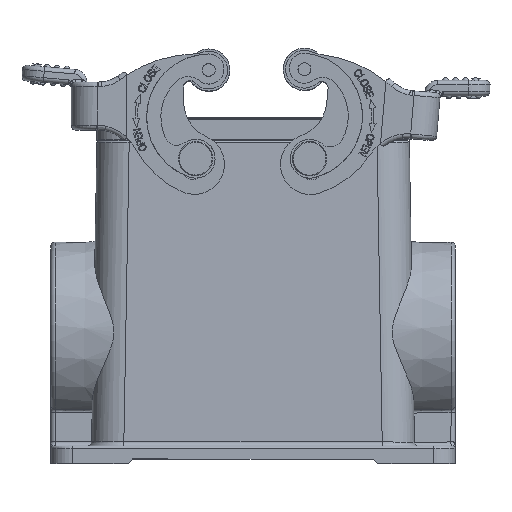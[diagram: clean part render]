
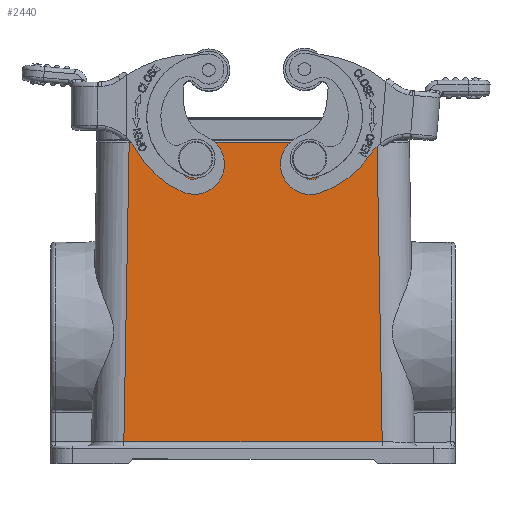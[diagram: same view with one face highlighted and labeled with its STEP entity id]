
A CAD part, top view. The second image highlights one B-rep face of the part: STEP entity #2440.
In plain terms, the highlighted planar face has unit normal (0, 0.018, 1).
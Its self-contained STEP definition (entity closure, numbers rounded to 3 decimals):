
#130=ELLIPSE('',#23600,2.324,2.324);
#150=ELLIPSE('',#24490,2.275,2.274);
#151=ELLIPSE('',#24502,1.475,1.475);
#779=FACE_BOUND('',#5837,.T.);
#780=FACE_BOUND('',#5838,.T.);
#781=FACE_BOUND('',#5839,.T.);
#2440=ADVANCED_FACE('',(#779,#780,#781),#3226,.T.);
#3226=PLANE('',#24915);
#5837=EDGE_LOOP('',(#15901,#15902,#15903,#15904,#15905));
#5838=EDGE_LOOP('',(#15906));
#5839=EDGE_LOOP('',(#15907,#15908,#15909,#15910));
#7509=LINE('',#34491,#9338);
#8283=LINE('',#40144,#10151);
#8284=LINE('',#40155,#10152);
#8296=LINE('',#40303,#10164);
#8528=LINE('',#42120,#10396);
#8529=LINE('',#42122,#10397);
#9338=VECTOR('',#26835,1.);
#10151=VECTOR('',#29433,1.);
#10152=VECTOR('',#29438,1.);
#10164=VECTOR('',#29526,1.);
#10396=VECTOR('',#30508,1.);
#10397=VECTOR('',#30511,1.);
#15901=ORIENTED_EDGE('',*,*,#21514,.F.);
#15902=ORIENTED_EDGE('',*,*,#21523,.T.);
#15903=ORIENTED_EDGE('',*,*,#21522,.T.);
#15904=ORIENTED_EDGE('',*,*,#21524,.T.);
#15905=ORIENTED_EDGE('',*,*,#21519,.T.);
#15906=ORIENTED_EDGE('',*,*,#20131,.F.);
#15907=ORIENTED_EDGE('',*,*,#21561,.T.);
#15908=ORIENTED_EDGE('',*,*,#22038,.F.);
#15909=ORIENTED_EDGE('',*,*,#20138,.T.);
#15910=ORIENTED_EDGE('',*,*,#22037,.F.);
#17747=VERTEX_POINT('',#34459);
#17751=VERTEX_POINT('',#34467);
#17753=VERTEX_POINT('',#34490);
#18668=VERTEX_POINT('',#40130);
#18669=VERTEX_POINT('',#40131);
#18674=VERTEX_POINT('',#40145);
#18676=VERTEX_POINT('',#40149);
#18677=VERTEX_POINT('',#40154);
#18691=VERTEX_POINT('',#40195);
#18703=VERTEX_POINT('',#40282);
#20131=EDGE_CURVE('',#17747,#17747,#130,.T.);
#20138=EDGE_CURVE('',#17751,#17753,#7509,.T.);
#21514=EDGE_CURVE('',#18668,#18669,#150,.T.);
#21519=EDGE_CURVE('',#18674,#18669,#8283,.T.);
#21522=EDGE_CURVE('',#18677,#18676,#22923,.T.);
#21523=EDGE_CURVE('',#18668,#18677,#8284,.T.);
#21524=EDGE_CURVE('',#18676,#18674,#151,.T.);
#21561=EDGE_CURVE('',#18703,#18691,#8296,.T.);
#22037=EDGE_CURVE('',#18703,#17753,#8528,.T.);
#22038=EDGE_CURVE('',#17751,#18691,#8529,.T.);
#22923=B_SPLINE_CURVE_WITH_KNOTS('',3,(#40150,#40151,#40152,#40153),
 .UNSPECIFIED.,.F.,.F.,(4,4),(0.,1.),.UNSPECIFIED.);
#23600=AXIS2_PLACEMENT_3D('',#34458,#26820,#26821);
#24490=AXIS2_PLACEMENT_3D('',#40129,#29415,#29416);
#24502=AXIS2_PLACEMENT_3D('',#40157,#29441,#29442);
#24915=AXIS2_PLACEMENT_3D('',#42123,#30512,#30513);
#26820=DIRECTION('',(0.,0.017,1.));
#26821=DIRECTION('',(0.,-1.,0.017));
#26835=DIRECTION('',(1.,0.,0.));
#29415=DIRECTION('',(0.,0.017,1.));
#29416=DIRECTION('',(0.,-1.,0.017));
#29433=DIRECTION('',(1.,0.,0.));
#29438=DIRECTION('',(1.,0.,0.));
#29441=DIRECTION('',(0.,-0.017,-1.));
#29442=DIRECTION('',(0.,1.,-0.017));
#29526=DIRECTION('',(-1.,0.,0.));
#30508=DIRECTION('',(0.017,-1.,0.017));
#30511=DIRECTION('',(0.018,1.,-0.017));
#30512=DIRECTION('',(0.,0.017,1.));
#30513=DIRECTION('',(0.,-1.,0.017));
#34458=CARTESIAN_POINT('',(33.664,47.973,49.823));
#34459=CARTESIAN_POINT('',(33.664,45.649,49.864));
#34467=CARTESIAN_POINT('',(16.964,-17.796,50.971));
#34490=CARTESIAN_POINT('',(77.01,-17.815,50.971));
#34491=CARTESIAN_POINT('',(46.987,-17.805,50.971));
#40129=CARTESIAN_POINT('',(60.164,47.974,49.823));
#40130=CARTESIAN_POINT('',(58.384,49.389,49.798));
#40131=CARTESIAN_POINT('',(61.946,49.388,49.798));
#40144=CARTESIAN_POINT('',(60.777,49.388,49.798));
#40145=CARTESIAN_POINT('',(60.777,49.388,49.798));
#40149=CARTESIAN_POINT('',(60.304,49.482,49.798));
#40150=CARTESIAN_POINT('',(59.631,49.389,49.798));
#40151=CARTESIAN_POINT('',(59.848,49.472,49.797));
#40152=CARTESIAN_POINT('',(60.072,49.503,49.796));
#40153=CARTESIAN_POINT('',(60.304,49.482,49.797));
#40154=CARTESIAN_POINT('',(59.631,49.389,49.798));
#40155=CARTESIAN_POINT('',(58.384,49.389,49.798));
#40157=CARTESIAN_POINT('',(60.258,48.008,49.823));
#40195=CARTESIAN_POINT('',(18.199,51.73,49.758));
#40282=CARTESIAN_POINT('',(75.819,51.712,49.758));
#40303=CARTESIAN_POINT('',(47.009,51.721,49.758));
#42120=CARTESIAN_POINT('',(76.406,17.462,50.356));
#42122=CARTESIAN_POINT('',(17.591,17.48,50.356));
#42123=CARTESIAN_POINT('',(46.998,16.958,50.365));
